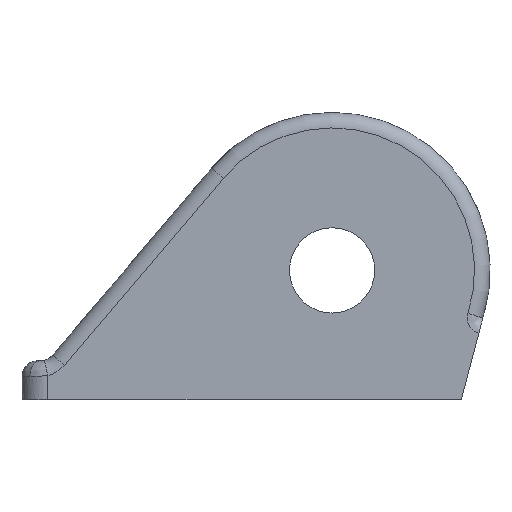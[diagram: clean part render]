
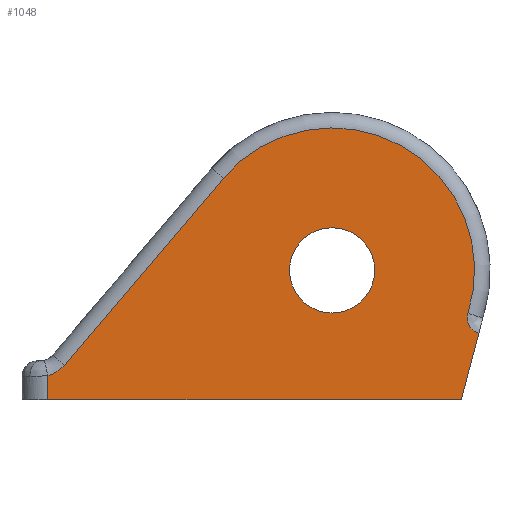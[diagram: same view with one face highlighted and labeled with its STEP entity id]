
A CAD part, left-side view. The second image highlights one B-rep face of the part: STEP entity #1048.
In plain terms, the highlighted planar face has unit normal (-1, 0, 0).
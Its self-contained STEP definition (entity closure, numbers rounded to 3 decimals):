
#73=FACE_BOUND('',#332,.T.);
#78=LINE('',#1551,#134);
#94=LINE('',#1777,#150);
#101=LINE('',#2064,#157);
#109=LINE('',#2089,#165);
#134=VECTOR('',#1219,10.);
#150=VECTOR('',#1309,10.);
#157=VECTOR('',#1344,10.);
#165=VECTOR('',#1368,10.);
#202=PLANE('',#1179);
#264=FACE_OUTER_BOUND('',#331,.T.);
#331=EDGE_LOOP('',(#967,#968,#969,#970,#971,#972,#973));
#332=EDGE_LOOP('',(#974));
#346=CIRCLE('',#1072,5.514);
#349=CIRCLE('',#1077,1.2);
#361=CIRCLE('',#1093,0.6);
#396=CIRCLE('',#1178,1.65);
#431=VERTEX_POINT('',#1539);
#434=VERTEX_POINT('',#1544);
#436=VERTEX_POINT('',#1549);
#438=VERTEX_POINT('',#1555);
#450=VERTEX_POINT('',#1678);
#474=VERTEX_POINT('',#1776);
#485=VERTEX_POINT('',#2062);
#515=VERTEX_POINT('',#2421);
#531=EDGE_CURVE('',#434,#431,#346,.T.);
#533=EDGE_CURVE('',#436,#434,#78,.T.);
#536=EDGE_CURVE('',#438,#436,#349,.T.);
#556=EDGE_CURVE('',#431,#450,#361,.T.);
#585=EDGE_CURVE('',#474,#450,#94,.T.);
#610=EDGE_CURVE('',#485,#438,#101,.T.);
#623=EDGE_CURVE('',#474,#485,#109,.T.);
#670=EDGE_CURVE('',#515,#515,#396,.T.);
#967=ORIENTED_EDGE('',*,*,#536,.F.);
#968=ORIENTED_EDGE('',*,*,#610,.F.);
#969=ORIENTED_EDGE('',*,*,#623,.F.);
#970=ORIENTED_EDGE('',*,*,#585,.T.);
#971=ORIENTED_EDGE('',*,*,#556,.F.);
#972=ORIENTED_EDGE('',*,*,#531,.F.);
#973=ORIENTED_EDGE('',*,*,#533,.F.);
#974=ORIENTED_EDGE('',*,*,#670,.T.);
#1048=ADVANCED_FACE('',(#264,#73),#202,.F.);
#1072=AXIS2_PLACEMENT_3D('',#1546,#1213,#1214);
#1077=AXIS2_PLACEMENT_3D('',#1557,#1225,#1226);
#1093=AXIS2_PLACEMENT_3D('',#1680,#1261,#1262);
#1178=AXIS2_PLACEMENT_3D('',#2422,#1478,#1479);
#1179=AXIS2_PLACEMENT_3D('',#2423,#1480,#1481);
#1213=DIRECTION('center_axis',(1.,0.,0.));
#1214=DIRECTION('ref_axis',(0.,-0.484,0.875));
#1219=DIRECTION('',(0.,-0.648,0.762));
#1225=DIRECTION('center_axis',(-1.,0.,0.));
#1226=DIRECTION('ref_axis',(0.,-0.624,-0.782));
#1261=DIRECTION('center_axis',(-1.,0.,0.));
#1262=DIRECTION('ref_axis',(0.,-0.953,-0.302));
#1309=DIRECTION('',(0.,-0.254,0.967));
#1344=DIRECTION('',(0.,0.,1.));
#1368=DIRECTION('',(0.,1.,0.));
#1478=DIRECTION('center_axis',(1.,0.,0.));
#1479=DIRECTION('ref_axis',(0.,0.,-1.));
#1480=DIRECTION('center_axis',(1.,0.,0.));
#1481=DIRECTION('ref_axis',(0.,0.,-1.));
#1539=CARTESIAN_POINT('',(-3.,-16.259,1.837));
#1544=CARTESIAN_POINT('',(-3.,-6.8,7.071));
#1546=CARTESIAN_POINT('Origin',(-3.,-11.001,3.5));
#1549=CARTESIAN_POINT('',(-3.,-0.638,-0.177));
#1551=CARTESIAN_POINT('',(-3.,-6.059,6.2));
#1555=CARTESIAN_POINT('',(-3.,-0.001,-0.567));
#1557=CARTESIAN_POINT('Origin',(-3.,0.276,0.6));
#1678=CARTESIAN_POINT('',(-3.,-16.678,1.076));
#1680=CARTESIAN_POINT('Origin',(-3.,-16.831,1.656));
#1776=CARTESIAN_POINT('',(-3.,-16.001,-1.5));
#1777=CARTESIAN_POINT('',(-3.,-16.001,-1.5));
#2062=CARTESIAN_POINT('',(-3.,-0.001,-1.5));
#2064=CARTESIAN_POINT('',(-3.,-0.001,0.828));
#2089=CARTESIAN_POINT('',(-3.,-0.001,-1.5));
#2421=CARTESIAN_POINT('',(-3.,-11.001,5.15));
#2422=CARTESIAN_POINT('Origin',(-3.,-11.001,3.5));
#2423=CARTESIAN_POINT('Origin',(-3.,-8.755,2.406));
